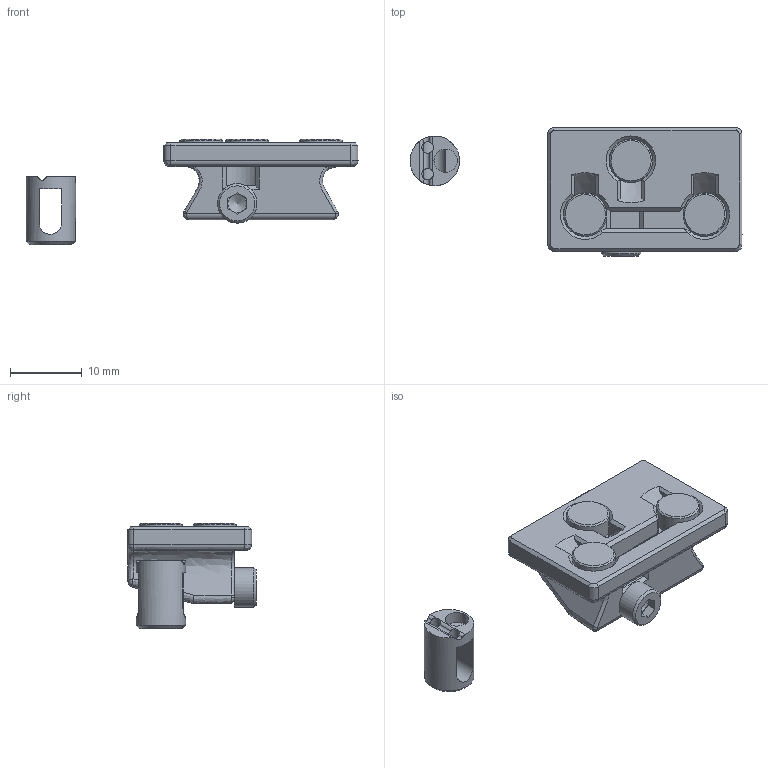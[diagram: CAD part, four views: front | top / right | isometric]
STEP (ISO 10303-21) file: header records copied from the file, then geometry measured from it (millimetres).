
FILE_DESCRIPTION(/* description */ (''),/* implementation_level */ '2;1');
FILE_NAME(/* name */ '3X2 mag NC v2.step',/* time_stamp */ '2022-03-26T12:51:18-05:00',/* author */ (''),/* organization */ (''),/* preprocessor_version */ 'ST-DEVELOPER v18.1',/* originating_system */ 'Autodesk Translation Framework v10.13.0.1454',/* authorisation */ '');
FILE_SCHEMA (('AUTOMOTIVE_DESIGN { 1 0 10303 214 3 1 1 }'));
Length unit declared in the file: millimetre
Products named in the file (3): 3X2 mag NC; Unklicky; M3x16 SHCS
Assembly tree (2 placements, depth 2):
  3X2 mag NC
    Unklicky
    M3x16 SHCS
Bounding box: 46.22 x 17.82 x 14.7 mm (x, y, z)
Volume: 3074.5 mm3; surface area: 3107.9 mm2
Topology: 7 solids, 7 shells, 200 faces, 526 edges, 328 vertices
Faces by surface type: plane 84, cylinder 46, bspline 34, cone 26, sphere 6, torus 4
Full cylindrical faces by diameter (mm): 1.6 x2, 3 x2, 3.25 x1, 5.5 x1, 6 x4, 6.9 x1
Entity records: 9571 total; most frequent: CARTESIAN_POINT 4838, ORIENTED_EDGE 1042, DIRECTION 866, EDGE_CURVE 521, VERTEX_POINT 328, AXIS2_PLACEMENT_3D 321, LINE 224, VECTOR 224
